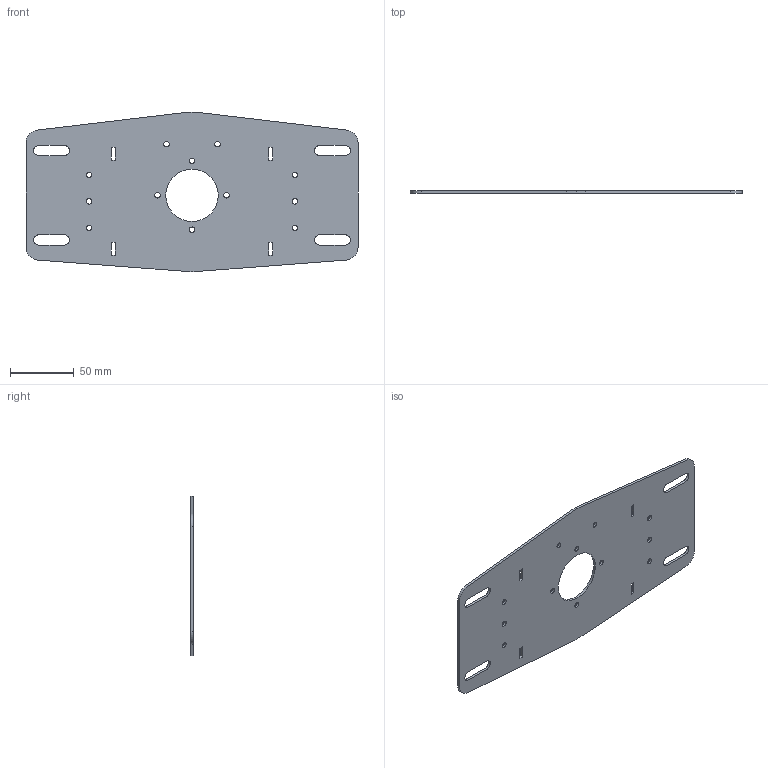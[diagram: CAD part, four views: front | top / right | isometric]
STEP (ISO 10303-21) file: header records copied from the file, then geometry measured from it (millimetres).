
FILE_DESCRIPTION (( 'STEP AP214' ), '1' );
FILE_NAME ('BLKS-SM010-roll_plate_frame.STEP', '2025-06-13T10:14:02', ( '' ), ( '' ), 'SwSTEP 2.0', 'SolidWorks 2024', '' );
FILE_SCHEMA (( 'AUTOMOTIVE_DESIGN' ));
Length unit declared in the file: millimetre
Products named in the file (1): BLKS-SM010-roll_plate_frame
Bounding box: 260 x 2 x 124.9 mm (x, y, z)
Volume: 53534.2 mm3; surface area: 56266.6 mm2
Topology: 1 solids, 1 shells, 73 faces, 213 edges, 142 vertices
Faces by surface type: cylinder 41, plane 32
Entity records: 2556 total; most frequent: DIRECTION 443, CARTESIAN_POINT 429, ORIENTED_EDGE 426, EDGE_CURVE 213, AXIS2_PLACEMENT_3D 156, VERTEX_POINT 142, VECTOR 131, LINE 131
